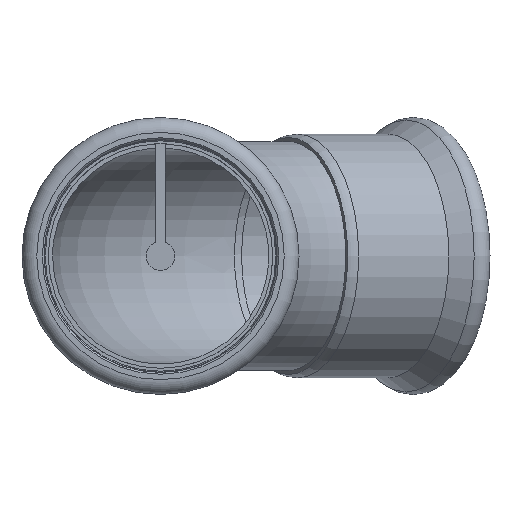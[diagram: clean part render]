
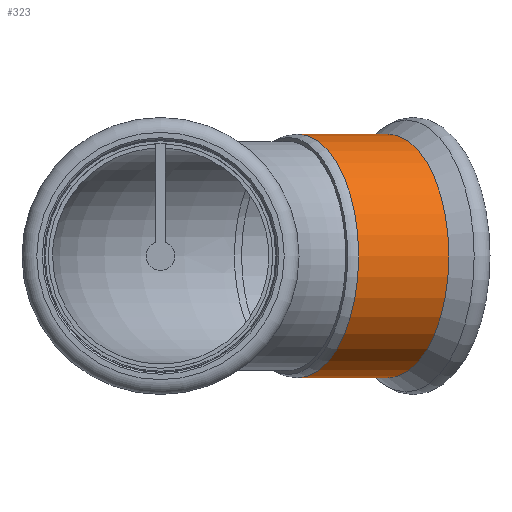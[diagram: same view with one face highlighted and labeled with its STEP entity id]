
A CAD part, front view. The second image highlights one B-rep face of the part: STEP entity #323.
In plain terms, the highlighted cylindrical face has radius 28.75 mm (diameter 57.5 mm), a full revolution.
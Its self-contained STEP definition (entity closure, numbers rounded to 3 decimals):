
#34=CYLINDRICAL_SURFACE($,#368,28.75);
#65=CIRCLE($,#367,28.75);
#66=CIRCLE($,#369,28.75);
#94=FACE_OUTER_BOUND($,#161,.T.);
#121=FACE_BOUND($,#162,.T.);
#161=EDGE_LOOP($,(#285));
#162=EDGE_LOOP($,(#286));
#197=VERTEX_POINT($,#822);
#198=VERTEX_POINT($,#825);
#228=EDGE_CURVE($,#197,#197,#65,.T.);
#229=EDGE_CURVE($,#198,#198,#66,.T.);
#285=ORIENTED_EDGE($,*,*,#229,.F.);
#286=ORIENTED_EDGE($,*,*,#228,.T.);
#323=ADVANCED_FACE($,(#94,#121),#34,.T.);
#367=AXIS2_PLACEMENT_3D($,#823,#461,#462);
#368=AXIS2_PLACEMENT_3D($,#824,#463,#464);
#369=AXIS2_PLACEMENT_3D($,#826,#465,#466);
#461=DIRECTION('center_axis',(-1.,0.,0.));
#462=DIRECTION('ref_axis',(0.,0.,1.));
#463=DIRECTION('center_axis',(-1.,0.,0.));
#464=DIRECTION('ref_axis',(0.,0.,1.));
#465=DIRECTION('center_axis',(-1.,0.,0.));
#466=DIRECTION('ref_axis',(0.,0.,1.));
#822=CARTESIAN_POINT('',(35.,0.,28.75));
#823=CARTESIAN_POINT('Origin',(35.,0.,0.));
#824=CARTESIAN_POINT('Origin',(22.713,0.,0.));
#825=CARTESIAN_POINT('',(10.426,0.,28.75));
#826=CARTESIAN_POINT('Origin',(10.426,0.,0.));
